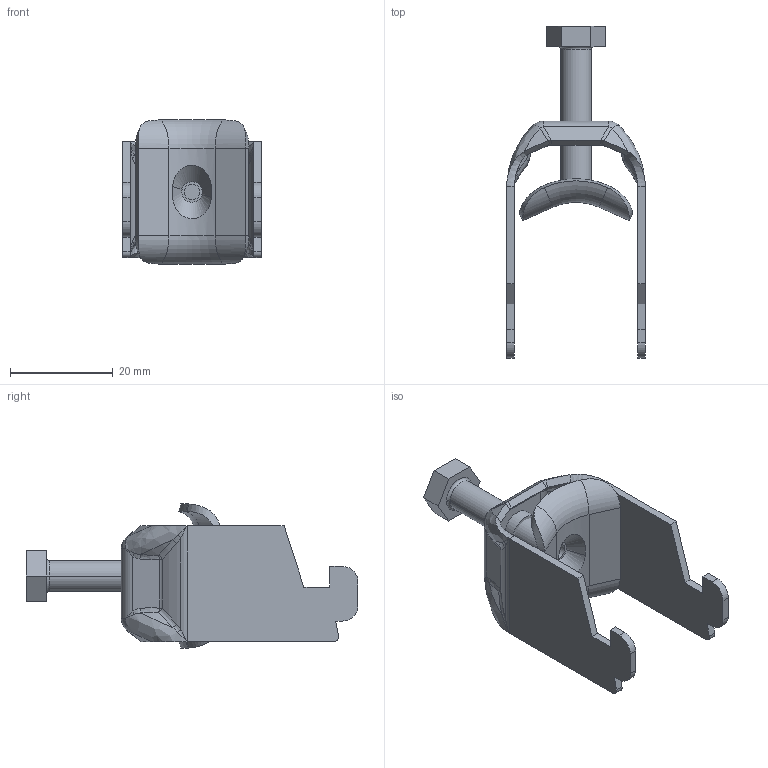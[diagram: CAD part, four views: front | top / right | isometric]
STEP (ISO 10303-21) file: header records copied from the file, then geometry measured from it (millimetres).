
FILE_DESCRIPTION (( 'STEP AP214' ), '1' );
FILE_NAME ('1187014.STEP', '2025-02-10T08:54:48', ( '' ), ( '' ), 'SwSTEP 2.0', 'SolidWorks 2024', '' );
FILE_SCHEMA (( 'AUTOMOTIVE_DESIGN' ));
Length unit declared in the file: millimetre
Products named in the file (4): 157123_1Fach; 203431_Standard; 1187014; 142951_M6 x 26
Assembly tree (3 placements, depth 2):
  1187014
    157123_1Fach
    142951_M6 x 26
    203431_Standard
Bounding box: 27 x 64.5 x 28 mm (x, y, z)
Volume: 5291.3 mm3; surface area: 7171.6 mm2
Topology: 3 solids, 3 shells, 246 faces, 570 edges, 312 vertices
Faces by surface type: bspline 110, plane 66, cylinder 46, sphere 16, torus 8
Entity records: 14451 total; most frequent: CARTESIAN_POINT 9746, ORIENTED_EDGE 1092, DIRECTION 710, EDGE_CURVE 546, VERTEX_POINT 312, AXIS2_PLACEMENT_3D 268, EDGE_LOOP 256, B_SPLINE_CURVE_WITH_KNOTS 246
